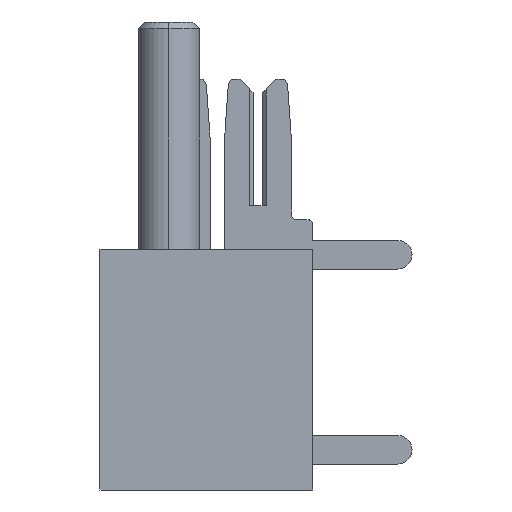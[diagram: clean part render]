
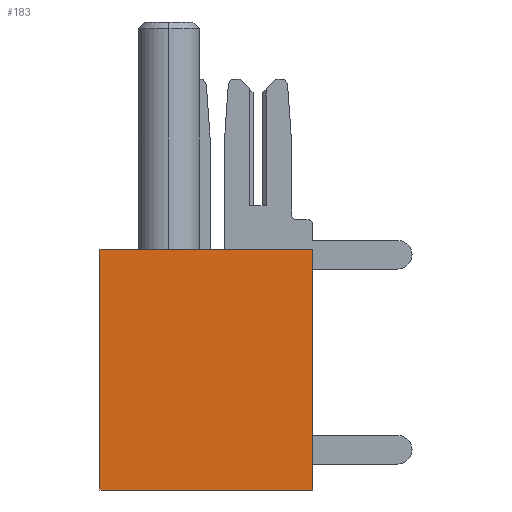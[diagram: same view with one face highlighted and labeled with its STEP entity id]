
A CAD part, left-side view. The second image highlights one B-rep face of the part: STEP entity #183.
In plain terms, the highlighted planar face has unit normal (-1, 0, 0).
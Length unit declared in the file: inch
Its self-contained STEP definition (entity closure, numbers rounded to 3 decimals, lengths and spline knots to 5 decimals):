
#16 = LINE ( 'NONE', #9182, #7047 ) ;
#172 = LINE ( 'NONE', #7371, #4310 ) ;
#183 = ADVANCED_FACE ( 'NONE', ( #7538 ), #9726, .T. ) ;
#374 = VECTOR ( 'NONE', #11024, 39.37008 ) ;
#963 = DIRECTION ( 'NONE',  ( 0., 0., 1. ) ) ;
#1325 = LINE ( 'NONE', #8310, #374 ) ;
#1660 = CARTESIAN_POINT ( 'NONE',  ( 0., 0.327, 0. ) ) ;
#2090 = DIRECTION ( 'NONE',  ( 0., -1., 0. ) ) ;
#2910 = ORIENTED_EDGE ( 'NONE', *, *, #2991, .T. ) ;
#2991 = EDGE_CURVE ( 'NONE', #3474, #5891, #1325, .T. ) ;
#3474 = VERTEX_POINT ( 'NONE', #9577 ) ;
#4310 = VECTOR ( 'NONE', #2090, 39.37008 ) ;
#4475 = CARTESIAN_POINT ( 'NONE',  ( 0., 0., -0.37 ) ) ;
#4661 = LINE ( 'NONE', #9781, #5319 ) ;
#4839 = DIRECTION ( 'NONE',  ( 0., -1., 0. ) ) ;
#5319 = VECTOR ( 'NONE', #7990, 39.37008 ) ;
#5891 = VERTEX_POINT ( 'NONE', #6172 ) ;
#6172 = CARTESIAN_POINT ( 'NONE',  ( 0., 0., 0. ) ) ;
#6328 = EDGE_CURVE ( 'NONE', #9143, #5891, #16, .T. ) ;
#6649 = EDGE_CURVE ( 'NONE', #10030, #9143, #4661, .T. ) ;
#6698 = ORIENTED_EDGE ( 'NONE', *, *, #6328, .F. ) ;
#6776 = ORIENTED_EDGE ( 'NONE', *, *, #8059, .T. ) ;
#6966 = CARTESIAN_POINT ( 'NONE',  ( 0., 0.327, -0.37 ) ) ;
#7047 = VECTOR ( 'NONE', #4839, 39.37008 ) ;
#7371 = CARTESIAN_POINT ( 'NONE',  ( 0., 0., -0.37 ) ) ;
#7538 = FACE_OUTER_BOUND ( 'NONE', #9945, .T. ) ;
#7990 = DIRECTION ( 'NONE',  ( 0., 0., 1. ) ) ;
#8005 = DIRECTION ( 'NONE',  ( -1., 0., 0. ) ) ;
#8059 = EDGE_CURVE ( 'NONE', #10030, #3474, #172, .T. ) ;
#8082 = ORIENTED_EDGE ( 'NONE', *, *, #6649, .F. ) ;
#8310 = CARTESIAN_POINT ( 'NONE',  ( 0., 0., -0.37 ) ) ;
#8434 = AXIS2_PLACEMENT_3D ( 'NONE', #4475, #8005, #963 ) ;
#9143 = VERTEX_POINT ( 'NONE', #1660 ) ;
#9182 = CARTESIAN_POINT ( 'NONE',  ( 0., 0., 0. ) ) ;
#9577 = CARTESIAN_POINT ( 'NONE',  ( 0., 0., -0.37 ) ) ;
#9726 = PLANE ( 'NONE',  #8434 ) ;
#9781 = CARTESIAN_POINT ( 'NONE',  ( 0., 0.327, -0.37 ) ) ;
#9945 = EDGE_LOOP ( 'NONE', ( #6698, #8082, #6776, #2910 ) ) ;
#10030 = VERTEX_POINT ( 'NONE', #6966 ) ;
#11024 = DIRECTION ( 'NONE',  ( 0., 0., 1. ) ) ;
